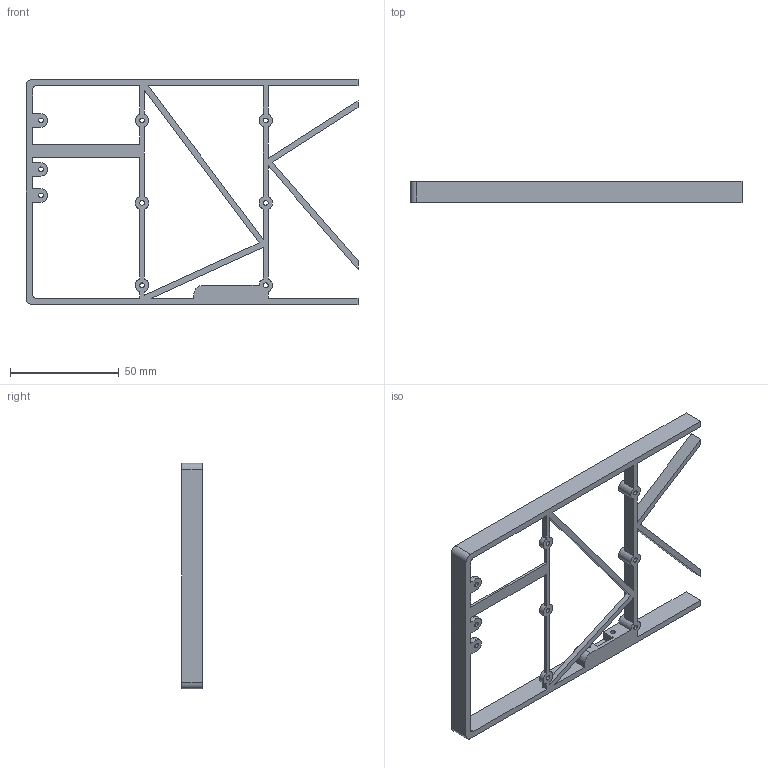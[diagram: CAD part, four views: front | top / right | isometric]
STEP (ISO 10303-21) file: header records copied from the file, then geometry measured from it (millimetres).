
FILE_DESCRIPTION (( 'STEP AP214' ), '1' );
FILE_NAME ('菁L.STE', '2025-01-09T13:59:58', ( '' ), ( '' ), 'SwSTEP 2.0', 'SolidWorks 2025', '' );
FILE_SCHEMA (( 'AUTOMOTIVE_DESIGN' ));
Length unit declared in the file: millimetre
Products named in the file (1): 底L
Bounding box: 153 x 9.6 x 104 mm (x, y, z)
Volume: 18033.9 mm3; surface area: 18158.4 mm2
Topology: 1 solids, 1 shells, 112 faces, 345 edges, 230 vertices
Faces by surface type: plane 70, cylinder 42
Entity records: 3959 total; most frequent: ORIENTED_EDGE 690, CARTESIAN_POINT 688, DIRECTION 674, EDGE_CURVE 345, LINE 242, VECTOR 242, VERTEX_POINT 230, AXIS2_PLACEMENT_3D 216
